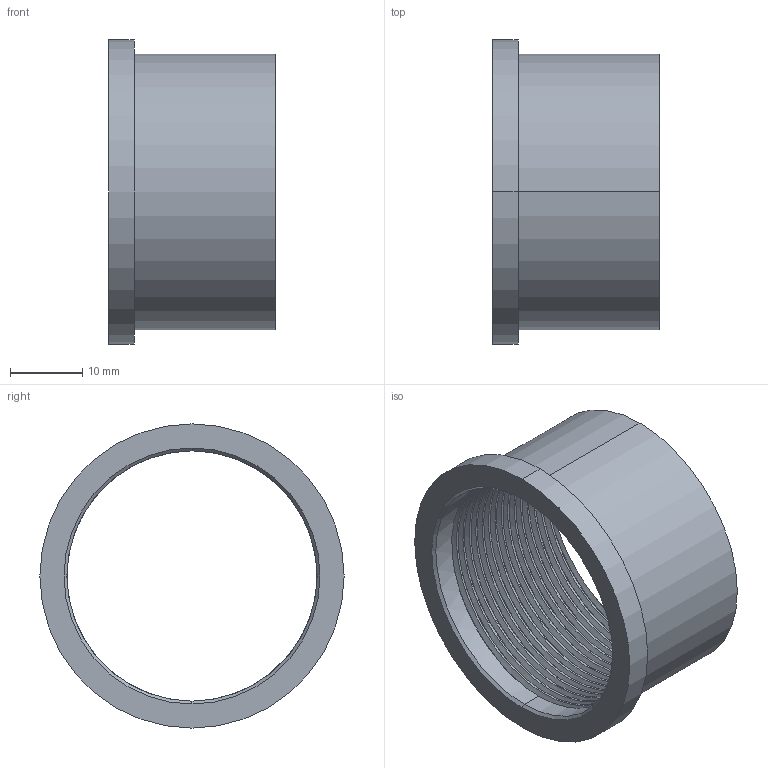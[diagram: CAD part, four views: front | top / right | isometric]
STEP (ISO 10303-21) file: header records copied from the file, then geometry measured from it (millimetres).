
FILE_DESCRIPTION (( 'STEP AP203' ), '1' );
FILE_NAME ('3D-LR-131-E_1_17106350.STEP', '2024-09-02T15:31:28', ( '' ), ( '' ), 'SwSTEP 2.0', 'SolidWorks 2024', '' );
FILE_SCHEMA (( 'CONFIG_CONTROL_DESIGN' ));
Length unit declared in the file: millimetre
Products named in the file (1): 3D-LR-131-E_1_17106350
Bounding box: 23 x 42 x 42 mm (x, y, z)
Volume: 4767 mm3; surface area: 7505.9 mm2
Topology: 1 solids, 1 shells, 46 faces, 127 edges, 84 vertices
Faces by surface type: cylinder 37, plane 4, bspline 3, cone 2
Entity records: 6136 total; most frequent: CARTESIAN_POINT 5066, ORIENTED_EDGE 254, DIRECTION 152, EDGE_CURVE 127, VERTEX_POINT 84, AXIS2_PLACEMENT_3D 56, EDGE_LOOP 49, ADVANCED_FACE 46
